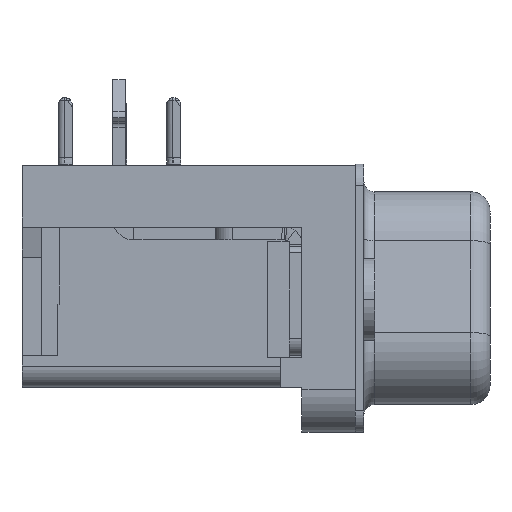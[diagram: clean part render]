
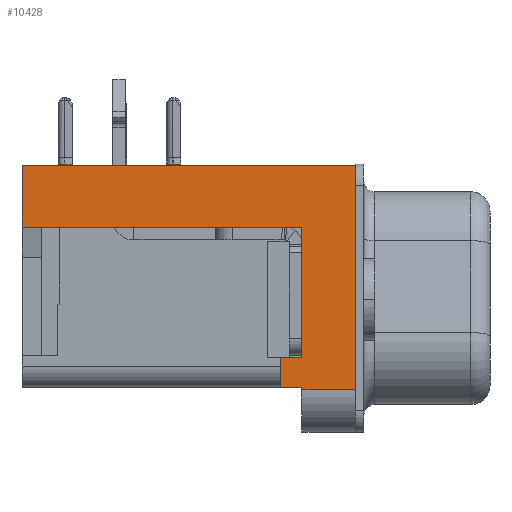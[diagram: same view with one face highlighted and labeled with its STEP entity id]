
A CAD part, left-side view. The second image highlights one B-rep face of the part: STEP entity #10428.
In plain terms, the highlighted planar face has unit normal (-1, 0, 0).
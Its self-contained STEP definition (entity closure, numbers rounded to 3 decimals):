
#27=DIRECTION('',(0.,0.,1.));
#28=VECTOR('',#27,10.5);
#29=CARTESIAN_POINT('',(-19.6,0.,-10.5));
#30=LINE('',#29,#28);
#2709=DIRECTION('',(0.,0.,1.));
#2710=VECTOR('',#2709,2.9);
#2711=CARTESIAN_POINT('',(-19.6,15.6,-2.9));
#2712=LINE('',#2711,#2710);
#2987=DIRECTION('',(0.,-1.,0.));
#2988=VECTOR('',#2987,2.5);
#2989=CARTESIAN_POINT('',(-19.6,2.5,-10.5));
#2990=LINE('',#2989,#2988);
#2991=DIRECTION('',(0.,0.,1.));
#2992=VECTOR('',#2991,0.1);
#2993=CARTESIAN_POINT('',(-19.6,2.5,-10.5));
#2994=LINE('',#2993,#2992);
#2995=DIRECTION('',(0.,-1.,0.));
#2996=VECTOR('',#2995,1.);
#2997=CARTESIAN_POINT('',(-19.6,3.5,-10.4));
#2998=LINE('',#2997,#2996);
#2999=DIRECTION('',(0.,0.,-1.));
#3000=VECTOR('',#2999,1.4);
#3001=CARTESIAN_POINT('',(-19.6,3.5,-9.));
#3002=LINE('',#3001,#3000);
#3003=DIRECTION('',(0.,-1.,0.));
#3004=VECTOR('',#3003,1.);
#3005=CARTESIAN_POINT('',(-19.6,3.5,-9.));
#3006=LINE('',#3005,#3004);
#3007=DIRECTION('',(0.,0.,1.));
#3008=VECTOR('',#3007,6.1);
#3009=CARTESIAN_POINT('',(-19.6,2.5,-9.));
#3010=LINE('',#3009,#3008);
#3011=DIRECTION('',(0.,-1.,0.));
#3012=VECTOR('',#3011,13.1);
#3013=CARTESIAN_POINT('',(-19.6,15.6,-2.9));
#3014=LINE('',#3013,#3012);
#3036=DIRECTION('',(0.,1.,0.));
#3037=VECTOR('',#3036,15.6);
#3038=CARTESIAN_POINT('',(-19.6,0.,0.));
#3039=LINE('',#3038,#3037);
#5750=CARTESIAN_POINT('',(-19.6,0.,0.));
#5751=CARTESIAN_POINT('',(-19.6,15.6,0.));
#5752=VERTEX_POINT('',#5750);
#5753=VERTEX_POINT('',#5751);
#5758=CARTESIAN_POINT('',(-19.6,2.5,-9.));
#5759=CARTESIAN_POINT('',(-19.6,2.5,-2.9));
#5760=VERTEX_POINT('',#5758);
#5761=VERTEX_POINT('',#5759);
#5762=CARTESIAN_POINT('',(-19.6,15.6,-2.9));
#5763=VERTEX_POINT('',#5762);
#5764=CARTESIAN_POINT('',(-19.6,3.5,-9.));
#5765=CARTESIAN_POINT('',(-19.6,3.5,-10.4));
#5766=VERTEX_POINT('',#5764);
#5767=VERTEX_POINT('',#5765);
#5770=CARTESIAN_POINT('',(-19.6,2.5,-10.4));
#5771=VERTEX_POINT('',#5770);
#5840=CARTESIAN_POINT('',(-19.6,0.,-10.5));
#5842=VERTEX_POINT('',#5840);
#5846=CARTESIAN_POINT('',(-19.6,2.5,-10.5));
#5847=VERTEX_POINT('',#5846);
#10409=CARTESIAN_POINT('',(-19.6,0.,-12.5));
#10410=DIRECTION('',(-1.,0.,0.));
#10411=DIRECTION('',(0.,0.,1.));
#10412=AXIS2_PLACEMENT_3D('',#10409,#10410,#10411);
#10413=PLANE('',#10412);
#10415=ORIENTED_EDGE('',*,*,#10414,.F.);
#10416=ORIENTED_EDGE('',*,*,#7703,.T.);
#10417=ORIENTED_EDGE('',*,*,#10360,.F.);
#10418=ORIENTED_EDGE('',*,*,#10391,.F.);
#10419=ORIENTED_EDGE('',*,*,#10404,.T.);
#10420=ORIENTED_EDGE('',*,*,#7676,.T.);
#10421=ORIENTED_EDGE('',*,*,#9973,.F.);
#10422=ORIENTED_EDGE('',*,*,#10029,.T.);
#10424=ORIENTED_EDGE('',*,*,#10423,.F.);
#10425=ORIENTED_EDGE('',*,*,#7337,.F.);
#10426=EDGE_LOOP('',(#10415,#10416,#10417,#10418,#10419,#10420,#10421,#10422,
#10424,#10425));
#10427=FACE_OUTER_BOUND('',#10426,.F.);
#10428=ADVANCED_FACE('',(#10427),#10413,.T.);
#7337=EDGE_CURVE('',#5842,#5752,#30,.T.);
#7676=EDGE_CURVE('',#5760,#5761,#3010,.T.);
#7703=EDGE_CURVE('',#5847,#5771,#2994,.T.);
#9973=EDGE_CURVE('',#5763,#5761,#3014,.T.);
#10029=EDGE_CURVE('',#5763,#5753,#2712,.T.);
#10360=EDGE_CURVE('',#5767,#5771,#2998,.T.);
#10391=EDGE_CURVE('',#5766,#5767,#3002,.T.);
#10404=EDGE_CURVE('',#5766,#5760,#3006,.T.);
#10414=EDGE_CURVE('',#5847,#5842,#2990,.T.);
#10423=EDGE_CURVE('',#5752,#5753,#3039,.T.);
